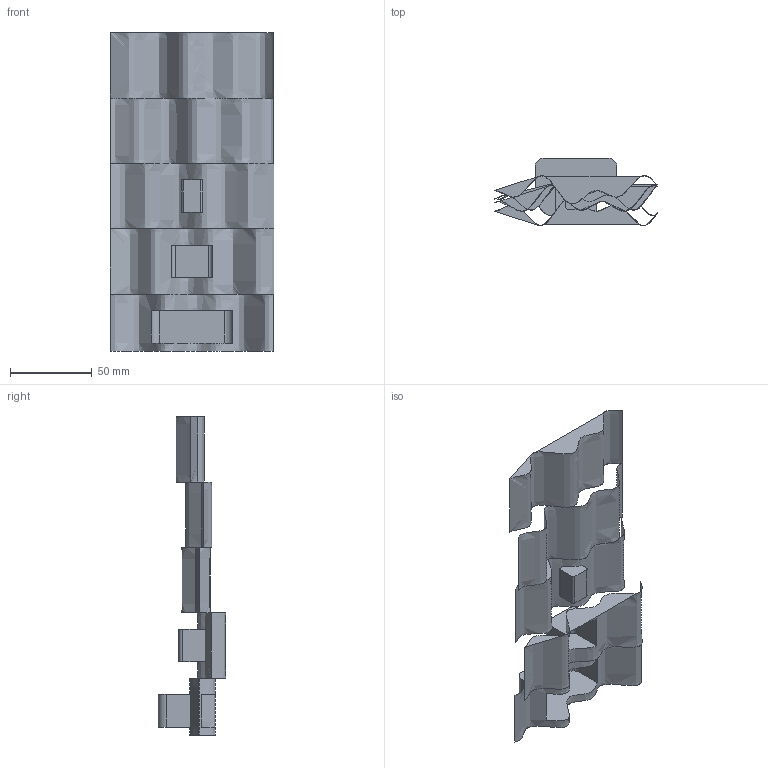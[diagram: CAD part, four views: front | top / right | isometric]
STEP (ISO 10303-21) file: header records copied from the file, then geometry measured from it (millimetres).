
FILE_DESCRIPTION(('Open CASCADE Model'),'2;1');
FILE_NAME('Open CASCADE Shape Model','2024-05-29T22:39:32',('Author'),( 'Open CASCADE'),'Open CASCADE STEP processor 7.7','Open CASCADE 7.7' ,'Unknown');
FILE_SCHEMA(('AUTOMOTIVE_DESIGN { 1 0 10303 214 1 1 1 1 }'));
Length unit declared in the file: millimetre
Products named in the file (3): Open CASCADE STEP translator 7.7 13; Open CASCADE STEP translator 7.7 13.1; Open CASCADE STEP translator 7.7 13.2
Assembly tree (2 placements, depth 2):
  Open CASCADE STEP translator 7.7 13
    Open CASCADE STEP translator 7.7 13.1
    Open CASCADE STEP translator 7.7 13.2
Bounding box: 100 x 41.27 x 195 mm (x, y, z)
Surface area: 28379.8 mm2 (no closed solid volume)
Topology: 0 solids, 3 shells, 35 faces, 100 edges, 70 vertices
Faces by surface type: plane 23, cylinder 7, extrusion 5
Entity records: 16896 total; most frequent: CARTESIAN_POINT 15153, DIRECTION 270, ORIENTED_EDGE 174, PCURVE 173, DEFINITIONAL_REPRESENTATION 173, VECTOR 170, LINE 165, EDGE_CURVE 100
